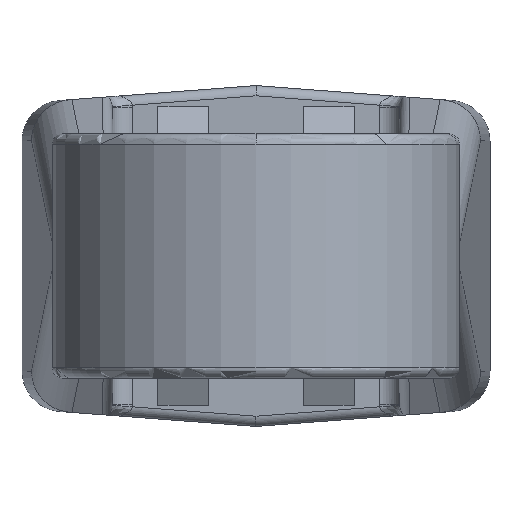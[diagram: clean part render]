
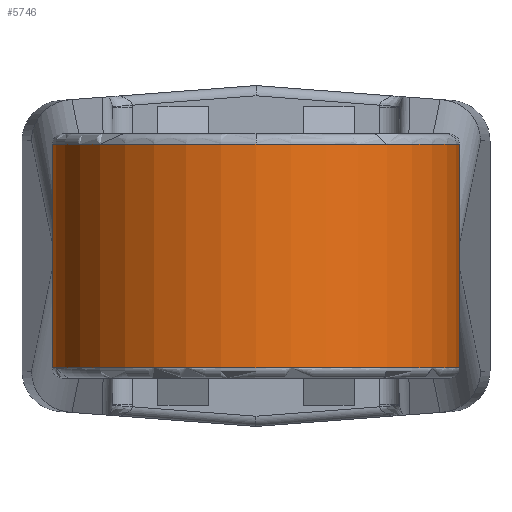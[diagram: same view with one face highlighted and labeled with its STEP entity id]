
A CAD part, front view. The second image highlights one B-rep face of the part: STEP entity #5746.
In plain terms, the highlighted cylindrical face has radius 20.12 mm (diameter 40.24 mm), a partial arc.
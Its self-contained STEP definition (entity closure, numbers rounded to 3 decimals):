
#228 = ORIENTED_EDGE ( 'NONE', *, *, #3065, .T. ) ;
#379 = DIRECTION ( 'NONE',  ( 0., 0., 1. ) ) ;
#538 = EDGE_CURVE ( 'NONE', #3451, #2106, #5291, .T. ) ;
#569 = DIRECTION ( 'NONE',  ( 0., 0., -1. ) ) ;
#603 = ORIENTED_EDGE ( 'NONE', *, *, #1967, .T. ) ;
#691 = CARTESIAN_POINT ( 'NONE',  ( -20.12, 122.22, 11.066 ) ) ;
#919 = DIRECTION ( 'NONE',  ( 0., 0., -1. ) ) ;
#936 = VECTOR ( 'NONE', #569, 1000. ) ;
#1017 = CIRCLE ( 'NONE', #6799, 20.12 ) ;
#1070 = EDGE_CURVE ( 'NONE', #3451, #1472, #6915, .T. ) ;
#1472 = VERTEX_POINT ( 'NONE', #5789 ) ;
#1868 = CYLINDRICAL_SURFACE ( 'NONE', #1997, 20.12 ) ;
#1967 = EDGE_CURVE ( 'NONE', #5129, #2611, #5439, .T. ) ;
#1997 = AXIS2_PLACEMENT_3D ( 'NONE', #6714, #6178, #5414 ) ;
#2106 = VERTEX_POINT ( 'NONE', #3386 ) ;
#2507 = CARTESIAN_POINT ( 'NONE',  ( -20.12, 122.22, 12.072 ) ) ;
#2611 = VERTEX_POINT ( 'NONE', #7924 ) ;
#2651 = AXIS2_PLACEMENT_3D ( 'NONE', #4090, #379, #7140 ) ;
#2663 = DIRECTION ( 'NONE',  ( -1., 0., 0. ) ) ;
#2771 = CARTESIAN_POINT ( 'NONE',  ( 20.12, 122.22, 12.072 ) ) ;
#2784 = DIRECTION ( 'NONE',  ( -1., 0., 0. ) ) ;
#2944 = ORIENTED_EDGE ( 'NONE', *, *, #538, .T. ) ;
#3047 = DIRECTION ( 'NONE',  ( 0., 0., -1. ) ) ;
#3065 = EDGE_CURVE ( 'NONE', #2611, #1472, #6126, .T. ) ;
#3088 = ORIENTED_EDGE ( 'NONE', *, *, #1070, .F. ) ;
#3286 = VECTOR ( 'NONE', #919, 1000. ) ;
#3386 = CARTESIAN_POINT ( 'NONE',  ( 0., 102.1, 11.066 ) ) ;
#3451 = VERTEX_POINT ( 'NONE', #7501 ) ;
#3609 = EDGE_LOOP ( 'NONE', ( #3088, #2944, #4270, #603, #228 ) ) ;
#4090 = CARTESIAN_POINT ( 'NONE',  ( 0., 122.22, -11.066 ) ) ;
#4270 = ORIENTED_EDGE ( 'NONE', *, *, #7349, .T. ) ;
#4320 = DIRECTION ( 'NONE',  ( 0., 0., -1. ) ) ;
#4477 = CARTESIAN_POINT ( 'NONE',  ( 0., 122.22, 11.066 ) ) ;
#5129 = VERTEX_POINT ( 'NONE', #691 ) ;
#5291 = CIRCLE ( 'NONE', #5539, 20.12 ) ;
#5414 = DIRECTION ( 'NONE',  ( -1., 0., 0. ) ) ;
#5439 = LINE ( 'NONE', #2507, #936 ) ;
#5539 = AXIS2_PLACEMENT_3D ( 'NONE', #6096, #3047, #2784 ) ;
#5746 = ADVANCED_FACE ( 'NONE', ( #6061 ), #1868, .T. ) ;
#5789 = CARTESIAN_POINT ( 'NONE',  ( 20.12, 122.22, -11.066 ) ) ;
#6061 = FACE_OUTER_BOUND ( 'NONE', #3609, .T. ) ;
#6096 = CARTESIAN_POINT ( 'NONE',  ( 0., 122.22, 11.066 ) ) ;
#6126 = CIRCLE ( 'NONE', #2651, 20.12 ) ;
#6178 = DIRECTION ( 'NONE',  ( 0., 0., -1. ) ) ;
#6714 = CARTESIAN_POINT ( 'NONE',  ( 0., 122.22, 12.072 ) ) ;
#6799 = AXIS2_PLACEMENT_3D ( 'NONE', #4477, #4320, #2663 ) ;
#6915 = LINE ( 'NONE', #2771, #3286 ) ;
#7140 = DIRECTION ( 'NONE',  ( -1., 0., 0. ) ) ;
#7349 = EDGE_CURVE ( 'NONE', #2106, #5129, #1017, .T. ) ;
#7501 = CARTESIAN_POINT ( 'NONE',  ( 20.12, 122.22, 11.066 ) ) ;
#7924 = CARTESIAN_POINT ( 'NONE',  ( -20.12, 122.22, -11.066 ) ) ;
